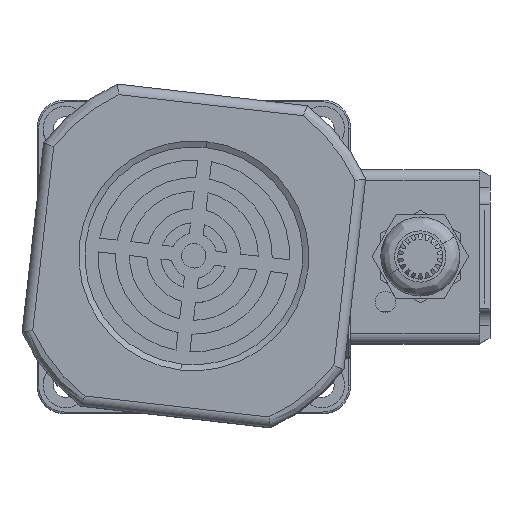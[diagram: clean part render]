
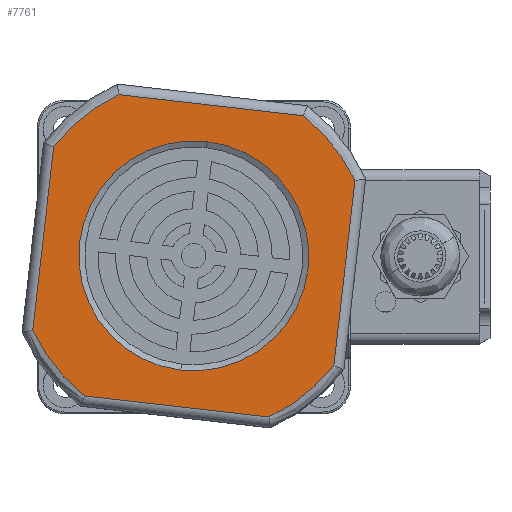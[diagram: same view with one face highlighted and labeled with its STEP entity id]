
A CAD part, top view. The second image highlights one B-rep face of the part: STEP entity #7761.
In plain terms, the highlighted face is planar.
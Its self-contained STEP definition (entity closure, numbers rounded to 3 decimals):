
#7 = EDGE_LOOP ( 'NONE', ( #8109, #17565, #24355, #579, #28934, #1058, #4517, #11457 ) ) ;
#95 = EDGE_CURVE ( 'NONE', #20594, #26873, #13808, .T. ) ;
#557 = LINE ( 'NONE', #9776, #18885 ) ;
#579 = ORIENTED_EDGE ( 'NONE', *, *, #17953, .F. ) ;
#1036 = CARTESIAN_POINT ( 'NONE',  ( -26.572, 0., 43.5 ) ) ;
#1058 = ORIENTED_EDGE ( 'NONE', *, *, #20775, .F. ) ;
#1081 = CARTESIAN_POINT ( 'NONE',  ( -33.514, 0., 39.251 ) ) ;
#1352 = CARTESIAN_POINT ( 'NONE',  ( -39.264, 0., 33.49 ) ) ;
#1407 = VECTOR ( 'NONE', #11615, 1000. ) ;
#1427 = DIRECTION ( 'NONE',  ( 0., 0., 1. ) ) ;
#1772 = CARTESIAN_POINT ( 'NONE',  ( -43.5, 0., 26.54 ) ) ;
#1998 =( BOUNDED_CURVE ( )  B_SPLINE_CURVE ( 3, ( #11531, #25890, #30691, #16362 ),
 .UNSPECIFIED., .F., .F. ) 
 B_SPLINE_CURVE_WITH_KNOTS ( ( 4, 4 ),
 ( 0., 1. ),
 .UNSPECIFIED. ) 
 CURVE ( )  GEOMETRIC_REPRESENTATION_ITEM ( )  RATIONAL_B_SPLINE_CURVE ( ( 1., 0.981, 0.981, 1. ) ) 
 REPRESENTATION_ITEM ( '' )  );
#2353 = FACE_OUTER_BOUND ( 'NONE', #7, .T. ) ;
#2505 = EDGE_CURVE ( 'NONE', #16770, #10547, #5767, .T. ) ;
#2664 = VERTEX_POINT ( 'NONE', #10019 ) ;
#4517 = ORIENTED_EDGE ( 'NONE', *, *, #7055, .F. ) ;
#4525 = LINE ( 'NONE', #10875, #10062 ) ;
#4603 = VERTEX_POINT ( 'NONE', #7392 ) ;
#5476 = CARTESIAN_POINT ( 'NONE',  ( -26.572, 0., -43.5 ) ) ;
#5767 = CIRCLE ( 'NONE', #20222, 33. ) ;
#6072 = CARTESIAN_POINT ( 'NONE',  ( 33.559, 0., 39.286 ) ) ;
#6730 = VERTEX_POINT ( 'NONE', #5476 ) ;
#7055 = EDGE_CURVE ( 'NONE', #30139, #24881, #22091, .T. ) ;
#7392 = CARTESIAN_POINT ( 'NONE',  ( 26.673, 0., 43.5 ) ) ;
#7761 = ADVANCED_FACE ( 'NONE', ( #26270, #2353 ), #10482, .F. ) ;
#8109 = ORIENTED_EDGE ( 'NONE', *, *, #27527, .F. ) ;
#8275 = CARTESIAN_POINT ( 'NONE',  ( 43.5, 0., 0. ) ) ;
#8923 = DIRECTION ( 'NONE',  ( 0., -1., 0. ) ) ;
#8960 = DIRECTION ( 'NONE',  ( 0., 0., 1. ) ) ;
#9053 = DIRECTION ( 'NONE',  ( 0., 1., 0. ) ) ;
#9389 = AXIS2_PLACEMENT_3D ( 'NONE', #23291, #8923, #25697 ) ;
#9494 = EDGE_CURVE ( 'NONE', #4603, #2664, #23618, .T. ) ;
#9776 = CARTESIAN_POINT ( 'NONE',  ( 0.05, 0., 43.5 ) ) ;
#9864 = CARTESIAN_POINT ( 'NONE',  ( 0.05, 0., 0. ) ) ;
#10019 = CARTESIAN_POINT ( 'NONE',  ( 43.5, 0., 26.705 ) ) ;
#10062 = VECTOR ( 'NONE', #1427, 1000. ) ;
#10118 = ORIENTED_EDGE ( 'NONE', *, *, #10857, .F. ) ;
#10482 = PLANE ( 'NONE',  #19200 ) ;
#10547 = VERTEX_POINT ( 'NONE', #28944 ) ;
#10857 = EDGE_CURVE ( 'NONE', #10547, #16770, #20511, .T. ) ;
#10875 = CARTESIAN_POINT ( 'NONE',  ( -43.5, 0., 0. ) ) ;
#11457 = ORIENTED_EDGE ( 'NONE', *, *, #24905, .F. ) ;
#11531 = CARTESIAN_POINT ( 'NONE',  ( -26.572, 0., -43.5 ) ) ;
#11615 = DIRECTION ( 'NONE',  ( -1., 0., 0. ) ) ;
#12203 = DIRECTION ( 'NONE',  ( 1., 0., 0. ) ) ;
#12937 = DIRECTION ( 'NONE',  ( 0., 0., -1. ) ) ;
#13043 = DIRECTION ( 'NONE',  ( 0., -1., 0. ) ) ;
#13257 = CARTESIAN_POINT ( 'NONE',  ( 43.5, 0., 26.705 ) ) ;
#13756 = CARTESIAN_POINT ( 'NONE',  ( 39.273, 0., -33.583 ) ) ;
#13808 =( BOUNDED_CURVE ( )  B_SPLINE_CURVE ( 3, ( #14007, #13756, #13868, #14112 ),
 .UNSPECIFIED., .F., .F. ) 
 B_SPLINE_CURVE_WITH_KNOTS ( ( 4, 4 ),
 ( 0., 1. ),
 .UNSPECIFIED. ) 
 CURVE ( )  GEOMETRIC_REPRESENTATION_ITEM ( )  RATIONAL_B_SPLINE_CURVE ( ( 1., 0.982, 0.982, 1. ) ) 
 REPRESENTATION_ITEM ( '' )  );
#13868 = CARTESIAN_POINT ( 'NONE',  ( 33.559, 0., -39.286 ) ) ;
#14007 = CARTESIAN_POINT ( 'NONE',  ( 43.5, 0., -26.705 ) ) ;
#14083 = LINE ( 'NONE', #25976, #1407 ) ;
#14112 = CARTESIAN_POINT ( 'NONE',  ( 26.673, 0., -43.5 ) ) ;
#14949 = CARTESIAN_POINT ( 'NONE',  ( 0., 0., 0. ) ) ;
#16044 = CARTESIAN_POINT ( 'NONE',  ( -43.5, 0., -26.54 ) ) ;
#16362 = CARTESIAN_POINT ( 'NONE',  ( -43.5, 0., -26.54 ) ) ;
#16770 = VERTEX_POINT ( 'NONE', #20558 ) ;
#17565 = ORIENTED_EDGE ( 'NONE', *, *, #26742, .F. ) ;
#17953 = EDGE_CURVE ( 'NONE', #2664, #20594, #24978, .T. ) ;
#18642 = VECTOR ( 'NONE', #29854, 1000. ) ;
#18885 = VECTOR ( 'NONE', #12203, 1000. ) ;
#19200 = AXIS2_PLACEMENT_3D ( 'NONE', #9864, #9053, #8960 ) ;
#19457 = ORIENTED_EDGE ( 'NONE', *, *, #2505, .F. ) ;
#20222 = AXIS2_PLACEMENT_3D ( 'NONE', #14949, #13043, #12937 ) ;
#20416 = CARTESIAN_POINT ( 'NONE',  ( 26.673, 0., 43.5 ) ) ;
#20511 = CIRCLE ( 'NONE', #9389, 33. ) ;
#20558 = CARTESIAN_POINT ( 'NONE',  ( 0., 0., -33. ) ) ;
#20594 = VERTEX_POINT ( 'NONE', #30544 ) ;
#20775 = EDGE_CURVE ( 'NONE', #24881, #4603, #557, .T. ) ;
#22068 = CARTESIAN_POINT ( 'NONE',  ( 26.673, 0., -43.5 ) ) ;
#22091 =( BOUNDED_CURVE ( )  B_SPLINE_CURVE ( 3, ( #1772, #1352, #1081, #1036 ),
 .UNSPECIFIED., .F., .F. ) 
 B_SPLINE_CURVE_WITH_KNOTS ( ( 4, 4 ),
 ( 0., 1. ),
 .UNSPECIFIED. ) 
 CURVE ( )  GEOMETRIC_REPRESENTATION_ITEM ( )  RATIONAL_B_SPLINE_CURVE ( ( 1., 0.981, 0.981, 1. ) ) 
 REPRESENTATION_ITEM ( '' )  );
#23291 = CARTESIAN_POINT ( 'NONE',  ( 0., 0., 0. ) ) ;
#23618 =( BOUNDED_CURVE ( )  B_SPLINE_CURVE ( 3, ( #20416, #6072, #27608, #13257 ),
 .UNSPECIFIED., .F., .T. ) 
 B_SPLINE_CURVE_WITH_KNOTS ( ( 4, 4 ),
 ( 0., 1. ),
 .UNSPECIFIED. ) 
 CURVE ( )  GEOMETRIC_REPRESENTATION_ITEM ( )  RATIONAL_B_SPLINE_CURVE ( ( 1., 0.982, 0.982, 1. ) ) 
 REPRESENTATION_ITEM ( '' )  );
#24355 = ORIENTED_EDGE ( 'NONE', *, *, #95, .F. ) ;
#24881 = VERTEX_POINT ( 'NONE', #27643 ) ;
#24905 = EDGE_CURVE ( 'NONE', #24917, #30139, #4525, .T. ) ;
#24917 = VERTEX_POINT ( 'NONE', #16044 ) ;
#24978 = LINE ( 'NONE', #8275, #18642 ) ;
#25697 = DIRECTION ( 'NONE',  ( 0., 0., -1. ) ) ;
#25890 = CARTESIAN_POINT ( 'NONE',  ( -33.514, 0., -39.251 ) ) ;
#25976 = CARTESIAN_POINT ( 'NONE',  ( 0.05, 0., -43.5 ) ) ;
#26208 = CARTESIAN_POINT ( 'NONE',  ( -43.5, 0., 26.54 ) ) ;
#26270 = FACE_BOUND ( 'NONE', #28732, .T. ) ;
#26742 = EDGE_CURVE ( 'NONE', #26873, #6730, #14083, .T. ) ;
#26873 = VERTEX_POINT ( 'NONE', #22068 ) ;
#27527 = EDGE_CURVE ( 'NONE', #6730, #24917, #1998, .T. ) ;
#27608 = CARTESIAN_POINT ( 'NONE',  ( 39.273, 0., 33.583 ) ) ;
#27643 = CARTESIAN_POINT ( 'NONE',  ( -26.572, 0., 43.5 ) ) ;
#28732 = EDGE_LOOP ( 'NONE', ( #19457, #10118 ) ) ;
#28934 = ORIENTED_EDGE ( 'NONE', *, *, #9494, .F. ) ;
#28944 = CARTESIAN_POINT ( 'NONE',  ( 0., 0., 33. ) ) ;
#29854 = DIRECTION ( 'NONE',  ( 0., 0., -1. ) ) ;
#30139 = VERTEX_POINT ( 'NONE', #26208 ) ;
#30544 = CARTESIAN_POINT ( 'NONE',  ( 43.5, 0., -26.705 ) ) ;
#30691 = CARTESIAN_POINT ( 'NONE',  ( -39.264, 0., -33.49 ) ) ;
